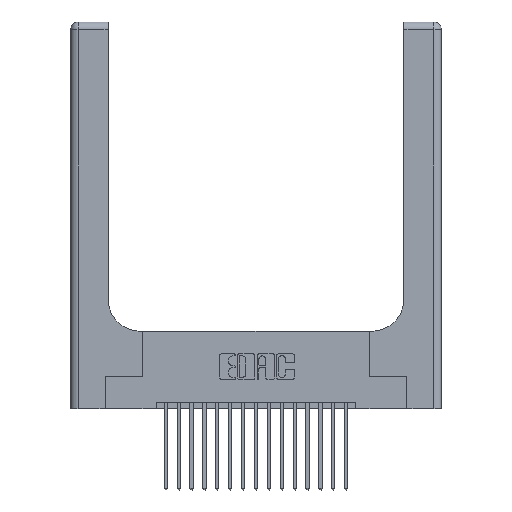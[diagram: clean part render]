
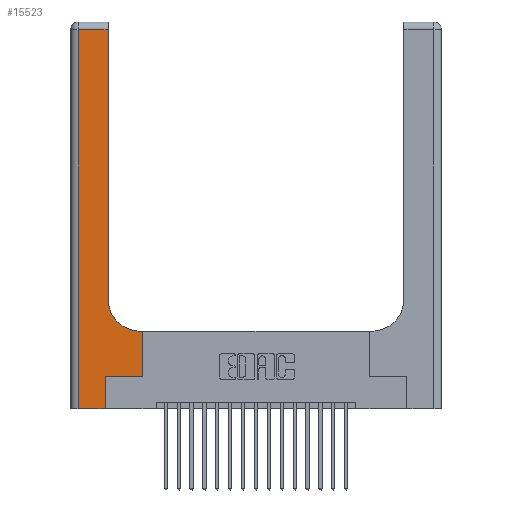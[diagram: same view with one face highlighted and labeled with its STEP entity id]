
A CAD part, top view. The second image highlights one B-rep face of the part: STEP entity #15523.
In plain terms, the highlighted planar face has unit normal (0, 0, 1).
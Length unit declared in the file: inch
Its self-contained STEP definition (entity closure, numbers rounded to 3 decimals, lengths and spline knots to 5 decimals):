
#193 = LINE ( 'NONE', #1068, #12576 ) ;
#696 = CARTESIAN_POINT ( 'NONE',  ( 0.06, 0., 0.37 ) ) ;
#866 = LINE ( 'NONE', #7855, #13723 ) ;
#958 = VECTOR ( 'NONE', #19310, 39.37008 ) ;
#1068 = CARTESIAN_POINT ( 'NONE',  ( 0., 2.94, 0.37 ) ) ;
#1297 = DIRECTION ( 'NONE',  ( 1., 0., 0. ) ) ;
#1711 = ORIENTED_EDGE ( 'NONE', *, *, #17497, .T. ) ;
#1746 = LINE ( 'NONE', #20168, #8954 ) ;
#1916 = EDGE_CURVE ( 'NONE', #17571, #20287, #866, .T. ) ;
#2740 = DIRECTION ( 'NONE',  ( -1., 0., 0. ) ) ;
#3002 = AXIS2_PLACEMENT_3D ( 'NONE', #16016, #6630, #17543 ) ;
#3364 = VERTEX_POINT ( 'NONE', #696 ) ;
#3542 = LINE ( 'NONE', #14146, #7414 ) ;
#3989 = DIRECTION ( 'NONE',  ( 0., 1., 0. ) ) ;
#4106 = CIRCLE ( 'NONE', #3002, 0.25 ) ;
#4586 = VERTEX_POINT ( 'NONE', #5506 ) ;
#4760 = EDGE_CURVE ( 'NONE', #20287, #6653, #1746, .T. ) ;
#4820 = EDGE_CURVE ( 'NONE', #12598, #19279, #15732, .T. ) ;
#4837 = EDGE_CURVE ( 'NONE', #13267, #3364, #3542, .T. ) ;
#5369 = LINE ( 'NONE', #13083, #958 ) ;
#5426 = CARTESIAN_POINT ( 'NONE',  ( 0.269, 0.25, 0.37 ) ) ;
#5506 = CARTESIAN_POINT ( 'NONE',  ( 0.2915, 0.85, 0.37 ) ) ;
#5591 = CARTESIAN_POINT ( 'NONE',  ( 0.2915, 3., 0.37 ) ) ;
#6210 = CARTESIAN_POINT ( 'NONE',  ( 0.2915, 0.6, 0.37 ) ) ;
#6250 = CARTESIAN_POINT ( 'NONE',  ( 0., 3., 0.37 ) ) ;
#6375 = ORIENTED_EDGE ( 'NONE', *, *, #1916, .T. ) ;
#6630 = DIRECTION ( 'NONE',  ( 0., 0., -1. ) ) ;
#6653 = VERTEX_POINT ( 'NONE', #12786 ) ;
#6779 = LINE ( 'NONE', #12582, #10539 ) ;
#7019 = FACE_OUTER_BOUND ( 'NONE', #19795, .T. ) ;
#7414 = VECTOR ( 'NONE', #17223, 39.37008 ) ;
#7701 = ORIENTED_EDGE ( 'NONE', *, *, #11419, .T. ) ;
#7855 = CARTESIAN_POINT ( 'NONE',  ( 0.269, 0., 0.37 ) ) ;
#7876 = DIRECTION ( 'NONE',  ( 0., 1., 0. ) ) ;
#7898 = DIRECTION ( 'NONE',  ( -1., 0., 0. ) ) ;
#8021 = EDGE_CURVE ( 'NONE', #4586, #9236, #9103, .T. ) ;
#8608 = AXIS2_PLACEMENT_3D ( 'NONE', #6250, #17194, #7898 ) ;
#8954 = VECTOR ( 'NONE', #9345, 39.37008 ) ;
#9103 = LINE ( 'NONE', #5591, #20490 ) ;
#9236 = VERTEX_POINT ( 'NONE', #13234 ) ;
#9345 = DIRECTION ( 'NONE',  ( 1., 0., 0. ) ) ;
#10235 = CARTESIAN_POINT ( 'NONE',  ( 0.06, 2.94, 0.37 ) ) ;
#10539 = VECTOR ( 'NONE', #1297, 39.37008 ) ;
#10792 = EDGE_CURVE ( 'NONE', #19279, #4586, #4106, .T. ) ;
#10893 = ORIENTED_EDGE ( 'NONE', *, *, #4760, .T. ) ;
#11419 = EDGE_CURVE ( 'NONE', #6653, #12598, #5369, .T. ) ;
#11440 = ORIENTED_EDGE ( 'NONE', *, *, #10792, .T. ) ;
#11589 = ORIENTED_EDGE ( 'NONE', *, *, #4837, .T. ) ;
#11620 = VECTOR ( 'NONE', #14081, 39.37008 ) ;
#12521 = ORIENTED_EDGE ( 'NONE', *, *, #20487, .T. ) ;
#12576 = VECTOR ( 'NONE', #2740, 39.37008 ) ;
#12582 = CARTESIAN_POINT ( 'NONE',  ( 0., 0., 0.37 ) ) ;
#12598 = VERTEX_POINT ( 'NONE', #13226 ) ;
#12786 = CARTESIAN_POINT ( 'NONE',  ( 0.5585, 0.25, 0.37 ) ) ;
#13083 = CARTESIAN_POINT ( 'NONE',  ( 0.5585, 0.25, 0.37 ) ) ;
#13226 = CARTESIAN_POINT ( 'NONE',  ( 0.5585, 0.6, 0.37 ) ) ;
#13234 = CARTESIAN_POINT ( 'NONE',  ( 0.2915, 2.94, 0.37 ) ) ;
#13267 = VERTEX_POINT ( 'NONE', #10235 ) ;
#13723 = VECTOR ( 'NONE', #7876, 39.37008 ) ;
#14081 = DIRECTION ( 'NONE',  ( -1., 0., 0. ) ) ;
#14117 = PLANE ( 'NONE',  #8608 ) ;
#14146 = CARTESIAN_POINT ( 'NONE',  ( 0.06, 3., 0.37 ) ) ;
#14299 = CARTESIAN_POINT ( 'NONE',  ( 0.269, 0., 0.37 ) ) ;
#14336 = ORIENTED_EDGE ( 'NONE', *, *, #4820, .T. ) ;
#15523 = ADVANCED_FACE ( 'NONE', ( #7019 ), #14117, .F. ) ;
#15732 = LINE ( 'NONE', #6210, #11620 ) ;
#16016 = CARTESIAN_POINT ( 'NONE',  ( 0.5415, 0.85, 0.37 ) ) ;
#17194 = DIRECTION ( 'NONE',  ( 0., 0., -1. ) ) ;
#17223 = DIRECTION ( 'NONE',  ( 0., -1., 0. ) ) ;
#17497 = EDGE_CURVE ( 'NONE', #3364, #17571, #6779, .T. ) ;
#17543 = DIRECTION ( 'NONE',  ( 1., 0., 0. ) ) ;
#17571 = VERTEX_POINT ( 'NONE', #14299 ) ;
#19279 = VERTEX_POINT ( 'NONE', #20142 ) ;
#19310 = DIRECTION ( 'NONE',  ( 0., 1., 0. ) ) ;
#19795 = EDGE_LOOP ( 'NONE', ( #20042, #12521, #11589, #1711, #6375, #10893, #7701, #14336, #11440 ) ) ;
#20042 = ORIENTED_EDGE ( 'NONE', *, *, #8021, .T. ) ;
#20142 = CARTESIAN_POINT ( 'NONE',  ( 0.5415, 0.6, 0.37 ) ) ;
#20168 = CARTESIAN_POINT ( 'NONE',  ( 0.269, 0.25, 0.37 ) ) ;
#20287 = VERTEX_POINT ( 'NONE', #5426 ) ;
#20487 = EDGE_CURVE ( 'NONE', #9236, #13267, #193, .T. ) ;
#20490 = VECTOR ( 'NONE', #3989, 39.37008 ) ;
